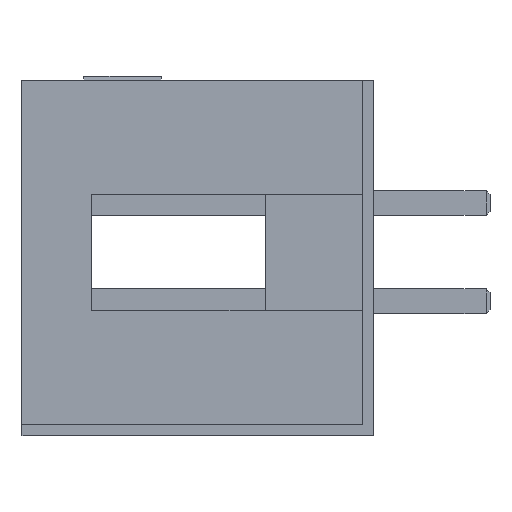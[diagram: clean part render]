
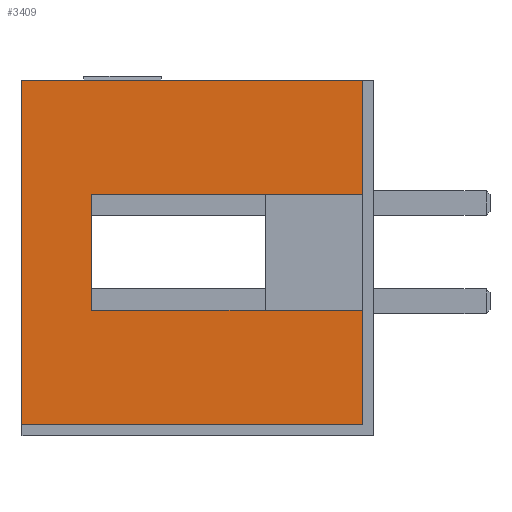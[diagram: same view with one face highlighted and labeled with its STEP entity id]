
A CAD part, left-side view. The second image highlights one B-rep face of the part: STEP entity #3409.
In plain terms, the highlighted planar face has unit normal (-1, 0, 0).
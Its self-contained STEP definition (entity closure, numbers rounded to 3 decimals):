
#203 = EDGE_LOOP ( 'NONE', ( #3126, #5781, #684, #1716, #1674, #1661, #5919, #2421 ) ) ;
#328 = DIRECTION ( 'NONE',  ( 0., 0., -1. ) ) ;
#402 = FACE_OUTER_BOUND ( 'NONE', #203, .T. ) ;
#587 = EDGE_CURVE ( 'NONE', #5435, #3164, #2525, .T. ) ;
#604 = DIRECTION ( 'NONE',  ( 0., -1., 0. ) ) ;
#684 = ORIENTED_EDGE ( 'NONE', *, *, #2848, .F. ) ;
#700 = VECTOR ( 'NONE', #4178, 1000. ) ;
#794 = CARTESIAN_POINT ( 'NONE',  ( -5.17, 0.3, -5.72 ) ) ;
#1099 = DIRECTION ( 'NONE',  ( 0., 0., -1. ) ) ;
#1131 = CARTESIAN_POINT ( 'NONE',  ( -5.17, 9.1, 3.18 ) ) ;
#1346 = AXIS2_PLACEMENT_3D ( 'NONE', #5251, #4799, #5770 ) ;
#1351 = PLANE ( 'NONE',  #1346 ) ;
#1402 = EDGE_CURVE ( 'NONE', #1895, #3530, #2701, .T. ) ;
#1489 = EDGE_CURVE ( 'NONE', #5263, #5557, #4149, .T. ) ;
#1580 = LINE ( 'NONE', #3549, #5871 ) ;
#1602 = CARTESIAN_POINT ( 'NONE',  ( -5.17, 0.3, 0.23 ) ) ;
#1661 = ORIENTED_EDGE ( 'NONE', *, *, #1402, .F. ) ;
#1674 = ORIENTED_EDGE ( 'NONE', *, *, #5725, .T. ) ;
#1716 = ORIENTED_EDGE ( 'NONE', *, *, #587, .T. ) ;
#1877 = EDGE_CURVE ( 'NONE', #4199, #1895, #5028, .T. ) ;
#1895 = VERTEX_POINT ( 'NONE', #3120 ) ;
#1940 = CARTESIAN_POINT ( 'NONE',  ( -5.17, 0.3, 3.18 ) ) ;
#2005 = CARTESIAN_POINT ( 'NONE',  ( -5.17, 9.1, 3.18 ) ) ;
#2087 = VECTOR ( 'NONE', #2976, 1000. ) ;
#2408 = CARTESIAN_POINT ( 'NONE',  ( -5.17, 9.1, -5.72 ) ) ;
#2421 = ORIENTED_EDGE ( 'NONE', *, *, #4013, .F. ) ;
#2525 = LINE ( 'NONE', #5459, #2925 ) ;
#2630 = VECTOR ( 'NONE', #4898, 1000. ) ;
#2701 = LINE ( 'NONE', #2723, #5293 ) ;
#2723 = CARTESIAN_POINT ( 'NONE',  ( -5.17, 0.3, 3.18 ) ) ;
#2848 = EDGE_CURVE ( 'NONE', #5435, #5233, #4028, .T. ) ;
#2925 = VECTOR ( 'NONE', #4451, 1000. ) ;
#2976 = DIRECTION ( 'NONE',  ( 0., 0., -1. ) ) ;
#3120 = CARTESIAN_POINT ( 'NONE',  ( -5.17, 0.3, -2.77 ) ) ;
#3126 = ORIENTED_EDGE ( 'NONE', *, *, #1489, .T. ) ;
#3164 = VERTEX_POINT ( 'NONE', #6211 ) ;
#3234 = EDGE_CURVE ( 'NONE', #5233, #5557, #5338, .T. ) ;
#3409 = ADVANCED_FACE ( 'NONE', ( #402 ), #1351, .T. ) ;
#3530 = VERTEX_POINT ( 'NONE', #794 ) ;
#3549 = CARTESIAN_POINT ( 'NONE',  ( -5.17, 7.3, 0. ) ) ;
#3923 = CARTESIAN_POINT ( 'NONE',  ( -5.17, 0.3, 3.18 ) ) ;
#4013 = EDGE_CURVE ( 'NONE', #5263, #4199, #1580, .T. ) ;
#4028 = LINE ( 'NONE', #2005, #2630 ) ;
#4149 = LINE ( 'NONE', #4717, #700 ) ;
#4178 = DIRECTION ( 'NONE',  ( 0., -1., 0. ) ) ;
#4199 = VERTEX_POINT ( 'NONE', #4668 ) ;
#4243 = VECTOR ( 'NONE', #4445, 1000. ) ;
#4445 = DIRECTION ( 'NONE',  ( 0., -1., 0. ) ) ;
#4451 = DIRECTION ( 'NONE',  ( 0., 0., -1. ) ) ;
#4668 = CARTESIAN_POINT ( 'NONE',  ( -5.17, 7.3, -2.77 ) ) ;
#4717 = CARTESIAN_POINT ( 'NONE',  ( -5.17, 7.3, 0.23 ) ) ;
#4799 = DIRECTION ( 'NONE',  ( -1., 0., 0. ) ) ;
#4898 = DIRECTION ( 'NONE',  ( 0., -1., 0. ) ) ;
#5026 = CARTESIAN_POINT ( 'NONE',  ( -5.17, 7.3, 0.23 ) ) ;
#5028 = LINE ( 'NONE', #5547, #4243 ) ;
#5233 = VERTEX_POINT ( 'NONE', #1940 ) ;
#5251 = CARTESIAN_POINT ( 'NONE',  ( -5.17, 9.1, 3.18 ) ) ;
#5263 = VERTEX_POINT ( 'NONE', #5026 ) ;
#5293 = VECTOR ( 'NONE', #328, 1000. ) ;
#5338 = LINE ( 'NONE', #3923, #2087 ) ;
#5435 = VERTEX_POINT ( 'NONE', #1131 ) ;
#5459 = CARTESIAN_POINT ( 'NONE',  ( -5.17, 9.1, 3.18 ) ) ;
#5547 = CARTESIAN_POINT ( 'NONE',  ( -5.17, 7.3, -2.77 ) ) ;
#5557 = VERTEX_POINT ( 'NONE', #1602 ) ;
#5725 = EDGE_CURVE ( 'NONE', #3164, #3530, #5917, .T. ) ;
#5770 = DIRECTION ( 'NONE',  ( 0., 0., 1. ) ) ;
#5781 = ORIENTED_EDGE ( 'NONE', *, *, #3234, .F. ) ;
#5871 = VECTOR ( 'NONE', #1099, 1000. ) ;
#5917 = LINE ( 'NONE', #2408, #5929 ) ;
#5919 = ORIENTED_EDGE ( 'NONE', *, *, #1877, .F. ) ;
#5929 = VECTOR ( 'NONE', #604, 1000. ) ;
#6211 = CARTESIAN_POINT ( 'NONE',  ( -5.17, 9.1, -5.72 ) ) ;
